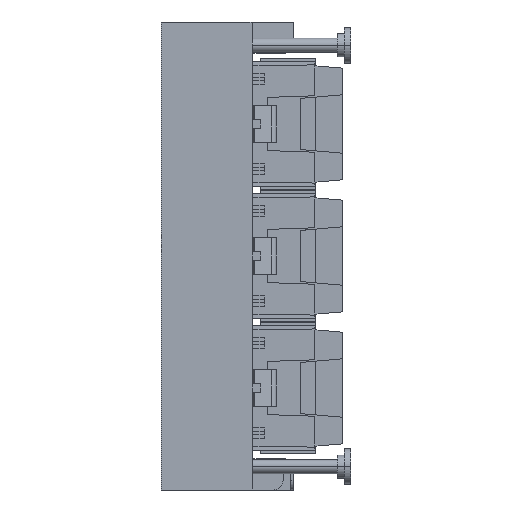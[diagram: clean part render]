
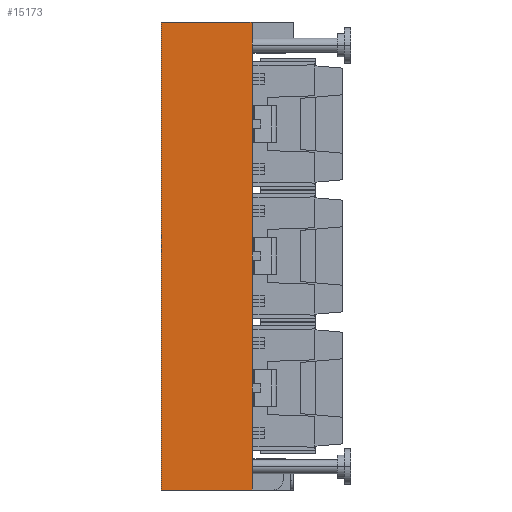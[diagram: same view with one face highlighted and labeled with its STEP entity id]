
A CAD part, left-side view. The second image highlights one B-rep face of the part: STEP entity #15173.
In plain terms, the highlighted planar face has unit normal (-1, 0, 0).
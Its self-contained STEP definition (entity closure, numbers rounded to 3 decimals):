
#8474=CARTESIAN_POINT('Vertex',(-90.45,51.2,132.05)) ;
#8477=CARTESIAN_POINT('Line Origine',(-90.45,25.6,132.05)) ;
#8481=CARTESIAN_POINT('Vertex',(-90.45,0.,132.05)) ;
#10528=CARTESIAN_POINT('Vertex',(-90.45,0.,-132.05)) ;
#10531=CARTESIAN_POINT('Line Origine',(-90.45,25.6,-132.05)) ;
#10535=CARTESIAN_POINT('Vertex',(-90.45,51.2,-132.05)) ;
#15139=CARTESIAN_POINT('Line Origine',(-90.45,51.2,0.)) ;
#15157=CARTESIAN_POINT('Axis2P3D Location',(-90.45,0.,132.05)) ;
#15162=CARTESIAN_POINT('Line Origine',(-90.45,0.,0.)) ;
#8478=DIRECTION('Vector Direction',(0.,1.,0.)) ;
#10532=DIRECTION('Vector Direction',(0.,1.,0.)) ;
#15140=DIRECTION('Vector Direction',(0.,0.,-1.)) ;
#15158=DIRECTION('Axis2P3D Direction',(1.,-0.,0.)) ;
#15159=DIRECTION('Axis2P3D XDirection',(0.,0.,-1.)) ;
#15163=DIRECTION('Vector Direction',(0.,0.,-1.)) ;
#15160=AXIS2_PLACEMENT_3D('Plane Axis2P3D',#15157,#15158,#15159) ;
#15168=ORIENTED_EDGE('',*,*,#10537,.F.) ;
#15169=ORIENTED_EDGE('',*,*,#15166,.T.) ;
#15170=ORIENTED_EDGE('',*,*,#8483,.T.) ;
#15171=ORIENTED_EDGE('',*,*,#15143,.F.) ;
#8479=VECTOR('Line Direction',#8478,1.) ;
#10533=VECTOR('Line Direction',#10532,1.) ;
#15141=VECTOR('Line Direction',#15140,1.) ;
#15164=VECTOR('Line Direction',#15163,1.) ;
#15173=ADVANCED_FACE('Corps principal',(#15172),#15161,.F.) ;
#8483=EDGE_CURVE('',#8482,#8475,#8480,.T.) ;
#10537=EDGE_CURVE('',#10529,#10536,#10534,.T.) ;
#15143=EDGE_CURVE('',#10536,#8475,#15142,.F.) ;
#15166=EDGE_CURVE('',#10529,#8482,#15165,.F.) ;
#15167=EDGE_LOOP('',(#15168,#15169,#15170,#15171)) ;
#15172=FACE_OUTER_BOUND('',#15167,.T.) ;
#8480=LINE('Line',#8477,#8479) ;
#10534=LINE('Line',#10531,#10533) ;
#15142=LINE('Line',#15139,#15141) ;
#15165=LINE('Line',#15162,#15164) ;
#15161=PLANE('',#15160) ;
#8475=VERTEX_POINT('',#8474) ;
#8482=VERTEX_POINT('',#8481) ;
#10529=VERTEX_POINT('',#10528) ;
#10536=VERTEX_POINT('',#10535) ;
